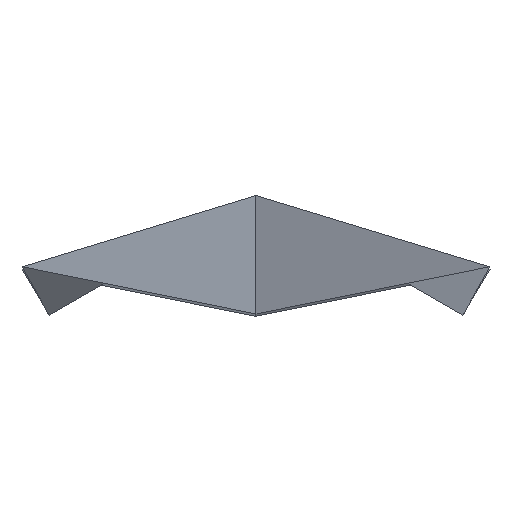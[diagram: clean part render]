
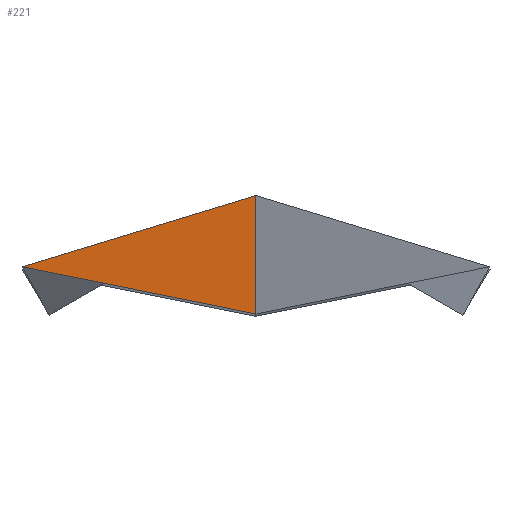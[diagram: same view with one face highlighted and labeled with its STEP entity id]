
A CAD part, top view. The second image highlights one B-rep face of the part: STEP entity #221.
In plain terms, the highlighted planar face has unit normal (-0.2, -0.966, -0.163).
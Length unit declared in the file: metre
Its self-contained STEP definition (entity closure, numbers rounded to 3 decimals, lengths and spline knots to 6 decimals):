
#10 = DIRECTION ( 'NONE',  ( 0.979, -0.203, 0. ) ) ;
#21 = ORIENTED_EDGE ( 'NONE', *, *, #174, .F. ) ;
#40 = VECTOR ( 'NONE', #72, 1. ) ;
#41 = VERTEX_POINT ( 'NONE', #139 ) ;
#44 = CARTESIAN_POINT ( 'NONE',  ( -0.016397, -0.005069, 0.05006 ) ) ;
#48 = CARTESIAN_POINT ( 'NONE',  ( 0., -0.008367, 0.049502 ) ) ;
#53 = CARTESIAN_POINT ( 'NONE',  ( 0., 0., 0. ) ) ;
#55 = AXIS2_PLACEMENT_3D ( 'NONE', #90, #226, #10 ) ;
#72 = DIRECTION ( 'NONE',  ( 0.98, -0.197, -0.033 ) ) ;
#80 = VERTEX_POINT ( 'NONE', #44 ) ;
#81 = ORIENTED_EDGE ( 'NONE', *, *, #114, .F. ) ;
#88 = VECTOR ( 'NONE', #260, 1. ) ;
#90 = CARTESIAN_POINT ( 'NONE',  ( 0., 0., 0. ) ) ;
#92 = DIRECTION ( 'NONE',  ( -0.31, -0.096, 0.946 ) ) ;
#101 = VECTOR ( 'NONE', #92, 1. ) ;
#114 = EDGE_CURVE ( 'NONE', #80, #176, #276, .T. ) ;
#135 = CARTESIAN_POINT ( 'NONE',  ( -0.016397, -0.005069, 0.05006 ) ) ;
#139 = CARTESIAN_POINT ( 'NONE',  ( 0., 0., 0. ) ) ;
#143 = LINE ( 'NONE', #53, #101 ) ;
#173 = EDGE_LOOP ( 'NONE', ( #21, #240, #81 ) ) ;
#174 = EDGE_CURVE ( 'NONE', #41, #80, #143, .T. ) ;
#176 = VERTEX_POINT ( 'NONE', #48 ) ;
#208 = LINE ( 'NONE', #235, #88 ) ;
#221 = ADVANCED_FACE ( 'NONE', ( #277 ), #250, .T. ) ;
#226 = DIRECTION ( 'NONE',  ( -0.2, -0.966, -0.163 ) ) ;
#235 = CARTESIAN_POINT ( 'NONE',  ( 0., -0.008367, 0.049502 ) ) ;
#240 = ORIENTED_EDGE ( 'NONE', *, *, #283, .F. ) ;
#250 = PLANE ( 'NONE',  #55 ) ;
#260 = DIRECTION ( 'NONE',  ( 0., 0.167, -0.986 ) ) ;
#276 = LINE ( 'NONE', #135, #40 ) ;
#277 = FACE_OUTER_BOUND ( 'NONE', #173, .T. ) ;
#283 = EDGE_CURVE ( 'NONE', #176, #41, #208, .T. ) ;
